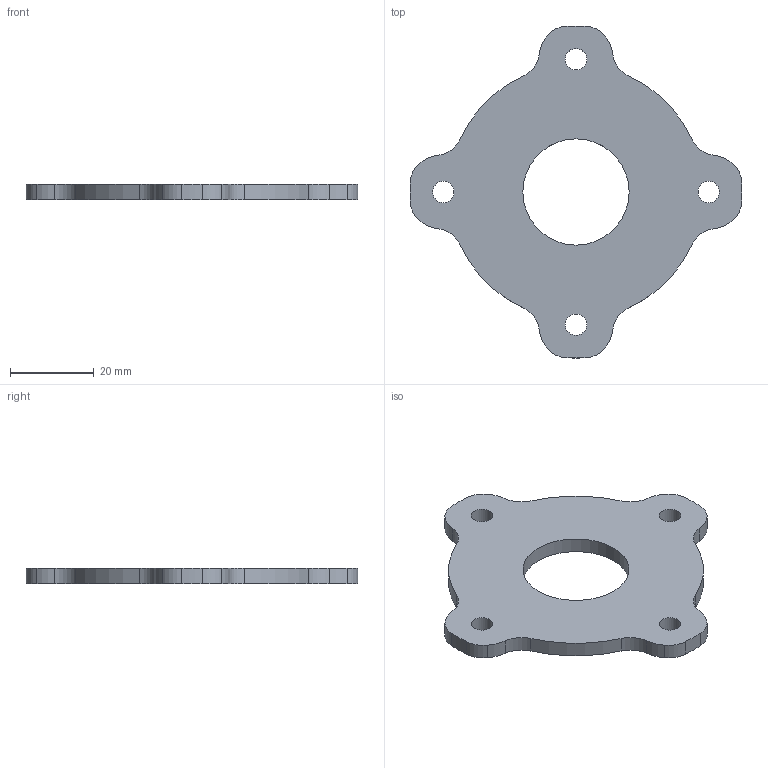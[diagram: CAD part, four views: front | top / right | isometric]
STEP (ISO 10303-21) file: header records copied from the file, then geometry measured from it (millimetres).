
FILE_DESCRIPTION(/* description */ (''),/* implementation_level */ '2;1');
FILE_NAME(/* name */ 'CL7-020.stp',/* time_stamp */ '2025-03-22T14:09:17-04:00',/* author */ ('slick'),/* organization */ (''),/* preprocessor_version */ 'ST-DEVELOPER v19.2',/* originating_system */ 'Autodesk Inventor 2023',/* authorisation */ '');
FILE_SCHEMA (('AUTOMOTIVE_DESIGN { 1 0 10303 214 3 1 1 }'));
Length unit declared in the file: inch
Products named in the file (1): CL7-020
Bounding box: 79.36 x 79.36 x 3.68 mm (x, y, z)
Volume: 10836 mm3; surface area: 7302.7 mm2
Topology: 1 solids, 1 shells, 39 faces, 111 edges, 74 vertices
Faces by surface type: cylinder 37, plane 2
Full cylindrical faces by diameter (mm): 5.105 x4, 25.4 x1
Entity records: 1384 total; most frequent: DIRECTION 265, CARTESIAN_POINT 225, ORIENTED_EDGE 222, AXIS2_PLACEMENT_3D 114, EDGE_CURVE 111, CIRCLE 74, VERTEX_POINT 74, EDGE_LOOP 49
